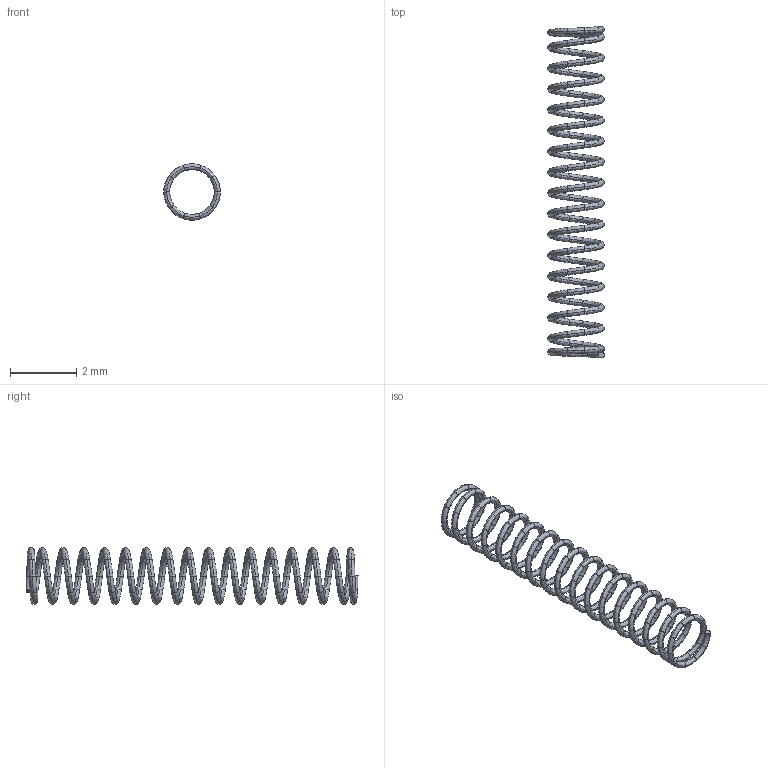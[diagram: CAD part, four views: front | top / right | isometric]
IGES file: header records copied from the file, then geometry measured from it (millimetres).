
Start section: DESIGNBASE IGES
Global section: file name: 12-A133.igs; native system: RICOH DESIGNBASE V15; preprocessor: IGES PREPROCESSOR V15; author: unknown; organization: unknown; date: 20140226.095421; units: millimetre
Bounding box: 1.7 x 10 x 1.7 mm (x, y, z)
Surface area: 46.5 mm2 (no closed solid volume)
Topology: 0 solids, 0 shells, 690 faces, 4291 edges, 5827 vertices
Faces by surface type: bspline 684, plane 6
